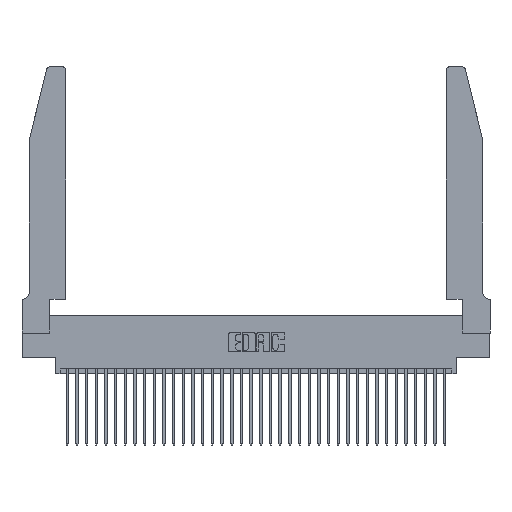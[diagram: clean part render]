
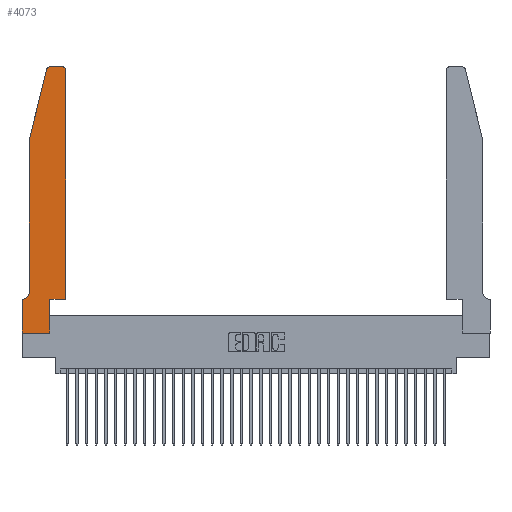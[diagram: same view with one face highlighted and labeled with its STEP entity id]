
A CAD part, top view. The second image highlights one B-rep face of the part: STEP entity #4073.
In plain terms, the highlighted planar face has unit normal (0, 0, 1).
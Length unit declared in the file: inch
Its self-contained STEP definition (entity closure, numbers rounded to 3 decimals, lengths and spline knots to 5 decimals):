
#290 = CARTESIAN_POINT ( 'NONE',  ( 0., 0.35, 0.37 ) ) ;
#1033 = ORIENTED_EDGE ( 'NONE', *, *, #13869, .T. ) ;
#1077 = CARTESIAN_POINT ( 'NONE',  ( 0.4505, 0.35, 0.37 ) ) ;
#1162 = LINE ( 'NONE', #14341, #8083 ) ;
#1183 = VERTEX_POINT ( 'NONE', #8636 ) ;
#1599 = PLANE ( 'NONE',  #32074 ) ;
#1853 = VERTEX_POINT ( 'NONE', #26856 ) ;
#2495 = CIRCLE ( 'NONE', #31009, 0.07 ) ;
#2775 = LINE ( 'NONE', #20017, #17147 ) ;
#2840 = CARTESIAN_POINT ( 'NONE',  ( 0.0755, 0.35, 0.37 ) ) ;
#3774 = FACE_OUTER_BOUND ( 'NONE', #34539, .T. ) ;
#3998 = CARTESIAN_POINT ( 'NONE',  ( 0.0055, 0.35, 0.37 ) ) ;
#4059 = DIRECTION ( 'NONE',  ( 1., 0., 0. ) ) ;
#4073 = ADVANCED_FACE ( 'NONE', ( #3774 ), #1599, .T. ) ;
#4689 = CARTESIAN_POINT ( 'NONE',  ( 0.2865, 0.35, 0.37 ) ) ;
#4692 = CARTESIAN_POINT ( 'NONE',  ( 0.0755, 0.42, 0.37 ) ) ;
#4856 = EDGE_CURVE ( 'NONE', #10863, #35933, #2775, .T. ) ;
#4987 = ORIENTED_EDGE ( 'NONE', *, *, #34559, .T. ) ;
#5707 = CARTESIAN_POINT ( 'NONE',  ( 0.0055, 0.42, 0.37 ) ) ;
#5847 = AXIS2_PLACEMENT_3D ( 'NONE', #13771, #33252, #16630 ) ;
#6143 = CARTESIAN_POINT ( 'NONE',  ( 0.4505, 0.35, 0.37 ) ) ;
#6407 = EDGE_CURVE ( 'NONE', #28900, #19941, #15251, .T. ) ;
#7360 = CARTESIAN_POINT ( 'NONE',  ( 0.4505, 2.72, 0.37 ) ) ;
#7399 = LINE ( 'NONE', #34686, #22478 ) ;
#8083 = VECTOR ( 'NONE', #28244, 39.37008 ) ;
#8311 = ORIENTED_EDGE ( 'NONE', *, *, #28753, .T. ) ;
#8431 = ORIENTED_EDGE ( 'NONE', *, *, #9515, .T. ) ;
#8636 = CARTESIAN_POINT ( 'NONE',  ( 0.0755, 2., 0.37 ) ) ;
#8647 = DIRECTION ( 'NONE',  ( -1., 0., 0. ) ) ;
#8733 = DIRECTION ( 'NONE',  ( -1., 0., 0. ) ) ;
#8818 = LINE ( 'NONE', #6143, #13688 ) ;
#9515 = EDGE_CURVE ( 'NONE', #16206, #12597, #2495, .T. ) ;
#9539 = CARTESIAN_POINT ( 'NONE',  ( 0.2605, 2.75, 0.37 ) ) ;
#9701 = CARTESIAN_POINT ( 'NONE',  ( 0., 0., 0.37 ) ) ;
#9852 = CARTESIAN_POINT ( 'NONE',  ( 0.2865, 0., 0.37 ) ) ;
#10435 = DIRECTION ( 'NONE',  ( 0., 0., 1. ) ) ;
#10863 = VERTEX_POINT ( 'NONE', #28871 ) ;
#10917 = EDGE_CURVE ( 'NONE', #1853, #1183, #7399, .T. ) ;
#12442 = VECTOR ( 'NONE', #34815, 39.37008 ) ;
#12505 = ORIENTED_EDGE ( 'NONE', *, *, #28186, .T. ) ;
#12597 = VERTEX_POINT ( 'NONE', #3998 ) ;
#13140 = AXIS2_PLACEMENT_3D ( 'NONE', #16211, #35609, #19051 ) ;
#13688 = VECTOR ( 'NONE', #14750, 39.37008 ) ;
#13771 = CARTESIAN_POINT ( 'NONE',  ( 0.284, 2.72, 0.37 ) ) ;
#13854 = CARTESIAN_POINT ( 'NONE',  ( 0.4205, 2.75, 0.37 ) ) ;
#13869 = EDGE_CURVE ( 'NONE', #18192, #22653, #22689, .T. ) ;
#13974 = CIRCLE ( 'NONE', #5847, 0.03 ) ;
#14341 = CARTESIAN_POINT ( 'NONE',  ( 0.0755, 2., 0.37 ) ) ;
#14687 = ORIENTED_EDGE ( 'NONE', *, *, #16032, .T. ) ;
#14750 = DIRECTION ( 'NONE',  ( 0., 1., 0. ) ) ;
#15251 = LINE ( 'NONE', #1077, #29191 ) ;
#15746 = ORIENTED_EDGE ( 'NONE', *, *, #18993, .T. ) ;
#16032 = EDGE_CURVE ( 'NONE', #26212, #10863, #19973, .T. ) ;
#16206 = VERTEX_POINT ( 'NONE', #4692 ) ;
#16211 = CARTESIAN_POINT ( 'NONE',  ( 0.4205, 2.72, 0.37 ) ) ;
#16225 = DIRECTION ( 'NONE',  ( 0., 1., 0. ) ) ;
#16331 = CARTESIAN_POINT ( 'NONE',  ( 0.284, 2.75, 0.37 ) ) ;
#16630 = DIRECTION ( 'NONE',  ( 1., 0., 0. ) ) ;
#17147 = VECTOR ( 'NONE', #36550, 39.37008 ) ;
#17643 = LINE ( 'NONE', #2840, #31517 ) ;
#18192 = VERTEX_POINT ( 'NONE', #13854 ) ;
#18993 = EDGE_CURVE ( 'NONE', #12597, #26212, #17643, .T. ) ;
#19051 = DIRECTION ( 'NONE',  ( 1., 0., 0. ) ) ;
#19941 = VERTEX_POINT ( 'NONE', #21261 ) ;
#19973 = LINE ( 'NONE', #9701, #12442 ) ;
#20017 = CARTESIAN_POINT ( 'NONE',  ( 0., 0., 0.37 ) ) ;
#20223 = ORIENTED_EDGE ( 'NONE', *, *, #25556, .T. ) ;
#20599 = EDGE_CURVE ( 'NONE', #35933, #28900, #30085, .T. ) ;
#20922 = DIRECTION ( 'NONE',  ( -0.239, -0.971, 0. ) ) ;
#21261 = CARTESIAN_POINT ( 'NONE',  ( 0.4505, 0.35, 0.37 ) ) ;
#22478 = VECTOR ( 'NONE', #20922, 39.37008 ) ;
#22653 = VERTEX_POINT ( 'NONE', #16331 ) ;
#22689 = LINE ( 'NONE', #9539, #29140 ) ;
#23846 = ORIENTED_EDGE ( 'NONE', *, *, #6407, .T. ) ;
#24793 = ORIENTED_EDGE ( 'NONE', *, *, #4856, .T. ) ;
#25477 = DIRECTION ( 'NONE',  ( 0., 0., -1. ) ) ;
#25556 = EDGE_CURVE ( 'NONE', #19941, #34884, #8818, .T. ) ;
#25634 = ORIENTED_EDGE ( 'NONE', *, *, #10917, .T. ) ;
#26212 = VERTEX_POINT ( 'NONE', #290 ) ;
#26316 = DIRECTION ( 'NONE',  ( -1., 0., 0. ) ) ;
#26856 = CARTESIAN_POINT ( 'NONE',  ( 0.25487, 2.72718, 0.37 ) ) ;
#27144 = CARTESIAN_POINT ( 'NONE',  ( 0., 0.35, 0.37 ) ) ;
#28186 = EDGE_CURVE ( 'NONE', #22653, #1853, #13974, .T. ) ;
#28244 = DIRECTION ( 'NONE',  ( 0., -1., 0. ) ) ;
#28753 = EDGE_CURVE ( 'NONE', #1183, #16206, #1162, .T. ) ;
#28847 = CARTESIAN_POINT ( 'NONE',  ( 0.2865, 0.35, 0.37 ) ) ;
#28871 = CARTESIAN_POINT ( 'NONE',  ( 0., 0., 0.37 ) ) ;
#28900 = VERTEX_POINT ( 'NONE', #28847 ) ;
#29140 = VECTOR ( 'NONE', #26316, 39.37008 ) ;
#29191 = VECTOR ( 'NONE', #4059, 39.37008 ) ;
#29943 = DIRECTION ( 'NONE',  ( 1., 0., 0. ) ) ;
#30085 = LINE ( 'NONE', #4689, #36568 ) ;
#31009 = AXIS2_PLACEMENT_3D ( 'NONE', #5707, #25477, #8647 ) ;
#31274 = ORIENTED_EDGE ( 'NONE', *, *, #20599, .T. ) ;
#31517 = VECTOR ( 'NONE', #8733, 39.37008 ) ;
#32074 = AXIS2_PLACEMENT_3D ( 'NONE', #27144, #10435, #29943 ) ;
#33252 = DIRECTION ( 'NONE',  ( 0., 0., 1. ) ) ;
#34539 = EDGE_LOOP ( 'NONE', ( #1033, #12505, #25634, #8311, #8431, #15746, #14687, #24793, #31274, #23846, #20223, #4987 ) ) ;
#34559 = EDGE_CURVE ( 'NONE', #34884, #18192, #34806, .T. ) ;
#34686 = CARTESIAN_POINT ( 'NONE',  ( 0.0755, 2., 0.37 ) ) ;
#34806 = CIRCLE ( 'NONE', #13140, 0.03 ) ;
#34815 = DIRECTION ( 'NONE',  ( 0., -1., 0. ) ) ;
#34884 = VERTEX_POINT ( 'NONE', #7360 ) ;
#35609 = DIRECTION ( 'NONE',  ( 0., 0., 1. ) ) ;
#35933 = VERTEX_POINT ( 'NONE', #9852 ) ;
#36550 = DIRECTION ( 'NONE',  ( 1., 0., 0. ) ) ;
#36568 = VECTOR ( 'NONE', #16225, 39.37008 ) ;
